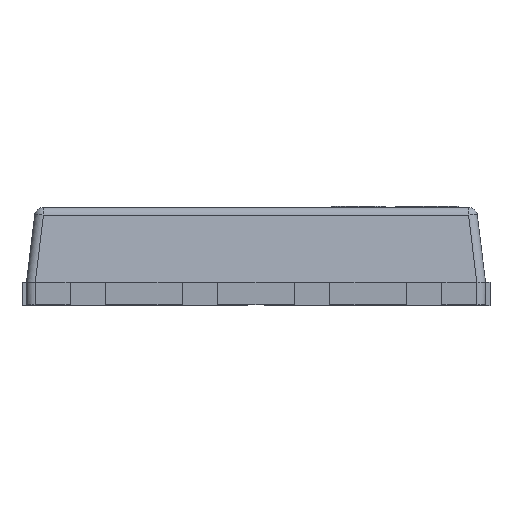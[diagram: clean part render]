
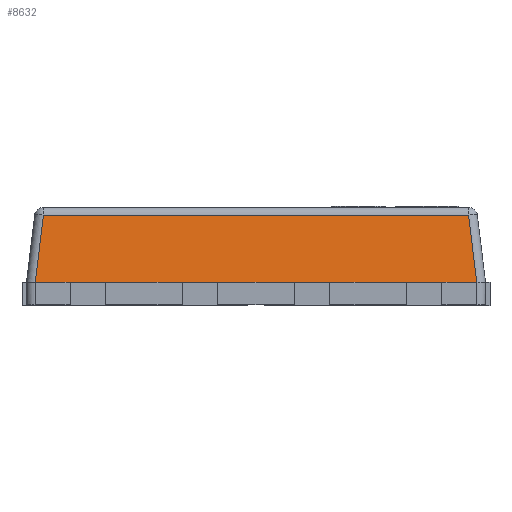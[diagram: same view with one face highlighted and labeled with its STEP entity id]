
A CAD part, front view. The second image highlights one B-rep face of the part: STEP entity #8632.
In plain terms, the highlighted planar face has unit normal (0, -0.993, 0.122).
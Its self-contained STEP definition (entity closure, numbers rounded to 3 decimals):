
#146 = EDGE_CURVE ( 'NONE', #8847, #5078, #4198, .T. ) ;
#246 = DIRECTION ( 'NONE',  ( 1., 0., 0. ) ) ;
#582 = EDGE_CURVE ( 'NONE', #14324, #2975, #9081, .T. ) ;
#587 = CARTESIAN_POINT ( 'NONE',  ( 0.435, -2.93, 0. ) ) ;
#1148 = ORIENTED_EDGE ( 'NONE', *, *, #2817, .T. ) ;
#1168 = LINE ( 'NONE', #8665, #12346 ) ;
#1208 = DIRECTION ( 'NONE',  ( 1., 0., 0. ) ) ;
#1235 = LINE ( 'NONE', #6042, #6099 ) ;
#1561 = VERTEX_POINT ( 'NONE', #587 ) ;
#1671 = LINE ( 'NONE', #15283, #8943 ) ;
#1863 = CARTESIAN_POINT ( 'NONE',  ( -1.705, -2.93, 0. ) ) ;
#2037 = DIRECTION ( 'NONE',  ( 1., 0., 0. ) ) ;
#2288 = CARTESIAN_POINT ( 'NONE',  ( -0.835, -2.93, 0. ) ) ;
#2460 = ORIENTED_EDGE ( 'NONE', *, *, #15537, .T. ) ;
#2655 = CARTESIAN_POINT ( 'NONE',  ( -2.6, -2.93, 0. ) ) ;
#2817 = EDGE_CURVE ( 'NONE', #14162, #11202, #1235, .T. ) ;
#2838 = VECTOR ( 'NONE', #4269, 1000. ) ;
#2927 = CARTESIAN_POINT ( 'NONE',  ( -2.5, -2.93, 0. ) ) ;
#2975 = VERTEX_POINT ( 'NONE', #4163 ) ;
#3124 = PLANE ( 'NONE',  #3571 ) ;
#3191 = VERTEX_POINT ( 'NONE', #7251 ) ;
#3281 = CARTESIAN_POINT ( 'NONE',  ( 2.501, -2.93, 0. ) ) ;
#3367 = CARTESIAN_POINT ( 'NONE',  ( 2.5, -2.93, 0. ) ) ;
#3571 = AXIS2_PLACEMENT_3D ( 'NONE', #15737, #5631, #4264 ) ;
#3668 = VERTEX_POINT ( 'NONE', #5160 ) ;
#3815 = LINE ( 'NONE', #9908, #9463 ) ;
#3891 = CARTESIAN_POINT ( 'NONE',  ( -2.6, -2.93, 0. ) ) ;
#3932 = ORIENTED_EDGE ( 'NONE', *, *, #5564, .T. ) ;
#4159 = CARTESIAN_POINT ( 'NONE',  ( -2.5, -2.93, 0. ) ) ;
#4163 = CARTESIAN_POINT ( 'NONE',  ( -2.407, -2.836, 0.762 ) ) ;
#4198 = LINE ( 'NONE', #2655, #6489 ) ;
#4264 = DIRECTION ( 'NONE',  ( 0., -0.122, -0.993 ) ) ;
#4269 = DIRECTION ( 'NONE',  ( 1., 0., 0. ) ) ;
#4305 = ORIENTED_EDGE ( 'NONE', *, *, #8086, .T. ) ;
#4354 = CARTESIAN_POINT ( 'NONE',  ( 2.426, -2.855, 0.608 ) ) ;
#4548 = DIRECTION ( 'NONE',  ( 1., 0., 0. ) ) ;
#4598 = VECTOR ( 'NONE', #4548, 1000. ) ;
#4930 = VECTOR ( 'NONE', #5483, 1000. ) ;
#5059 = CARTESIAN_POINT ( 'NONE',  ( -2.496, -2.836, 0.762 ) ) ;
#5078 = VERTEX_POINT ( 'NONE', #9728 ) ;
#5160 = CARTESIAN_POINT ( 'NONE',  ( -2.5, -2.93, 0. ) ) ;
#5190 = VERTEX_POINT ( 'NONE', #13848 ) ;
#5239 = EDGE_CURVE ( 'NONE', #9215, #10982, #11354, .T. ) ;
#5288 = ORIENTED_EDGE ( 'NONE', *, *, #11302, .T. ) ;
#5483 = DIRECTION ( 'NONE',  ( -0.121, 0.121, 0.985 ) ) ;
#5564 = EDGE_CURVE ( 'NONE', #5753, #14324, #6800, .T. ) ;
#5631 = DIRECTION ( 'NONE',  ( 0., -0.993, 0.122 ) ) ;
#5639 = EDGE_CURVE ( 'NONE', #5078, #1561, #14214, .T. ) ;
#5725 = EDGE_CURVE ( 'NONE', #15205, #5753, #14889, .T. ) ;
#5753 = VERTEX_POINT ( 'NONE', #10913 ) ;
#5822 = ORIENTED_EDGE ( 'NONE', *, *, #14632, .T. ) ;
#5883 = CARTESIAN_POINT ( 'NONE',  ( 2.5, -2.93, 0. ) ) ;
#6042 = CARTESIAN_POINT ( 'NONE',  ( -2.6, -2.93, 0. ) ) ;
#6099 = VECTOR ( 'NONE', #10009, 1000. ) ;
#6489 = VECTOR ( 'NONE', #11644, 1000. ) ;
#6709 = CARTESIAN_POINT ( 'NONE',  ( 2.105, -2.93, 0. ) ) ;
#6741 = EDGE_CURVE ( 'NONE', #11202, #8847, #14051, .T. ) ;
#6800 = LINE ( 'NONE', #4354, #4930 ) ;
#6804 = ORIENTED_EDGE ( 'NONE', *, *, #5725, .T. ) ;
#6878 = CARTESIAN_POINT ( 'NONE',  ( 2.407, -2.836, 0.762 ) ) ;
#7208 = ORIENTED_EDGE ( 'NONE', *, *, #146, .T. ) ;
#7251 = CARTESIAN_POINT ( 'NONE',  ( -2.501, -2.93, 0. ) ) ;
#7282 = CARTESIAN_POINT ( 'NONE',  ( 2.5, -2.93, 0. ) ) ;
#7913 = CARTESIAN_POINT ( 'NONE',  ( -2.6, -2.93, 0. ) ) ;
#8081 = DIRECTION ( 'NONE',  ( 1., 0., 0. ) ) ;
#8086 = EDGE_CURVE ( 'NONE', #1561, #5190, #9386, .T. ) ;
#8312 = CARTESIAN_POINT ( 'NONE',  ( -2.6, -2.93, 0. ) ) ;
#8333 = VECTOR ( 'NONE', #8081, 1000. ) ;
#8632 = ADVANCED_FACE ( 'NONE', ( #14295 ), #3124, .T. ) ;
#8665 = CARTESIAN_POINT ( 'NONE',  ( -2.6, -2.93, 0. ) ) ;
#8768 =( BOUNDED_CURVE ( )  B_SPLINE_CURVE ( 3, ( #9075, #4159, #14110, #2927 ),
 .UNSPECIFIED., .F., .T. ) 
 B_SPLINE_CURVE_WITH_KNOTS ( ( 4, 4 ),
 ( 3.134, 3.142 ),
 .UNSPECIFIED. ) 
 CURVE ( )  GEOMETRIC_REPRESENTATION_ITEM ( )  RATIONAL_B_SPLINE_CURVE ( ( 1., 1., 1., 1. ) ) 
 REPRESENTATION_ITEM ( '' )  );
#8792 = VECTOR ( 'NONE', #8997, 1000. ) ;
#8847 = VERTEX_POINT ( 'NONE', #2288 ) ;
#8943 = VECTOR ( 'NONE', #9128, 1000. ) ;
#8997 = DIRECTION ( 'NONE',  ( -1., 0., 0. ) ) ;
#9075 = CARTESIAN_POINT ( 'NONE',  ( -2.501, -2.93, 0. ) ) ;
#9081 = LINE ( 'NONE', #5059, #8792 ) ;
#9105 = CARTESIAN_POINT ( 'NONE',  ( 1.705, -2.93, 0. ) ) ;
#9128 = DIRECTION ( 'NONE',  ( -0.121, -0.121, -0.985 ) ) ;
#9215 = VERTEX_POINT ( 'NONE', #9105 ) ;
#9386 = LINE ( 'NONE', #11889, #4598 ) ;
#9463 = VECTOR ( 'NONE', #1208, 1000. ) ;
#9728 = CARTESIAN_POINT ( 'NONE',  ( -0.435, -2.93, 0. ) ) ;
#9865 = ORIENTED_EDGE ( 'NONE', *, *, #10413, .T. ) ;
#9908 = CARTESIAN_POINT ( 'NONE',  ( -2.6, -2.93, 0. ) ) ;
#10009 = DIRECTION ( 'NONE',  ( 1., 0., 0. ) ) ;
#10413 = EDGE_CURVE ( 'NONE', #3191, #3668, #8768, .T. ) ;
#10913 = CARTESIAN_POINT ( 'NONE',  ( 2.501, -2.93, 0. ) ) ;
#10963 = LINE ( 'NONE', #8312, #14019 ) ;
#10982 = VERTEX_POINT ( 'NONE', #6709 ) ;
#11202 = VERTEX_POINT ( 'NONE', #1863 ) ;
#11302 = EDGE_CURVE ( 'NONE', #3668, #14162, #10963, .T. ) ;
#11354 = LINE ( 'NONE', #3891, #13511 ) ;
#11644 = DIRECTION ( 'NONE',  ( 1., 0., 0. ) ) ;
#11889 = CARTESIAN_POINT ( 'NONE',  ( -2.6, -2.93, 0. ) ) ;
#12274 = CARTESIAN_POINT ( 'NONE',  ( -2.105, -2.93, 0. ) ) ;
#12346 = VECTOR ( 'NONE', #15987, 1000. ) ;
#13029 = ORIENTED_EDGE ( 'NONE', *, *, #5639, .T. ) ;
#13171 = ORIENTED_EDGE ( 'NONE', *, *, #5239, .T. ) ;
#13511 = VECTOR ( 'NONE', #246, 1000. ) ;
#13528 = EDGE_LOOP ( 'NONE', ( #2460, #9865, #5288, #1148, #15969, #7208, #13029, #4305, #5822, #13171, #15516, #6804, #3932, #15112 ) ) ;
#13848 = CARTESIAN_POINT ( 'NONE',  ( 0.835, -2.93, 0. ) ) ;
#14019 = VECTOR ( 'NONE', #2037, 1000. ) ;
#14051 = LINE ( 'NONE', #7913, #8333 ) ;
#14110 = CARTESIAN_POINT ( 'NONE',  ( -2.5, -2.93, 0. ) ) ;
#14162 = VERTEX_POINT ( 'NONE', #12274 ) ;
#14214 = LINE ( 'NONE', #15415, #2838 ) ;
#14295 = FACE_OUTER_BOUND ( 'NONE', #13528, .T. ) ;
#14324 = VERTEX_POINT ( 'NONE', #6878 ) ;
#14388 = EDGE_CURVE ( 'NONE', #10982, #15205, #1168, .T. ) ;
#14539 = CARTESIAN_POINT ( 'NONE',  ( 2.5, -2.93, 0. ) ) ;
#14632 = EDGE_CURVE ( 'NONE', #5190, #9215, #3815, .T. ) ;
#14889 =( BOUNDED_CURVE ( )  B_SPLINE_CURVE ( 3, ( #14539, #5883, #7282, #3281 ),
 .UNSPECIFIED., .F., .T. ) 
 B_SPLINE_CURVE_WITH_KNOTS ( ( 4, 4 ),
 ( 3.142, 3.149 ),
 .UNSPECIFIED. ) 
 CURVE ( )  GEOMETRIC_REPRESENTATION_ITEM ( )  RATIONAL_B_SPLINE_CURVE ( ( 1., 1., 1., 1. ) ) 
 REPRESENTATION_ITEM ( '' )  );
#15112 = ORIENTED_EDGE ( 'NONE', *, *, #582, .T. ) ;
#15205 = VERTEX_POINT ( 'NONE', #3367 ) ;
#15283 = CARTESIAN_POINT ( 'NONE',  ( -2.502, -2.931, -0.012 ) ) ;
#15415 = CARTESIAN_POINT ( 'NONE',  ( -2.6, -2.93, 0. ) ) ;
#15516 = ORIENTED_EDGE ( 'NONE', *, *, #14388, .T. ) ;
#15537 = EDGE_CURVE ( 'NONE', #2975, #3191, #1671, .T. ) ;
#15737 = CARTESIAN_POINT ( 'NONE',  ( -2.6, -2.93, 0. ) ) ;
#15969 = ORIENTED_EDGE ( 'NONE', *, *, #6741, .T. ) ;
#15987 = DIRECTION ( 'NONE',  ( 1., 0., 0. ) ) ;
